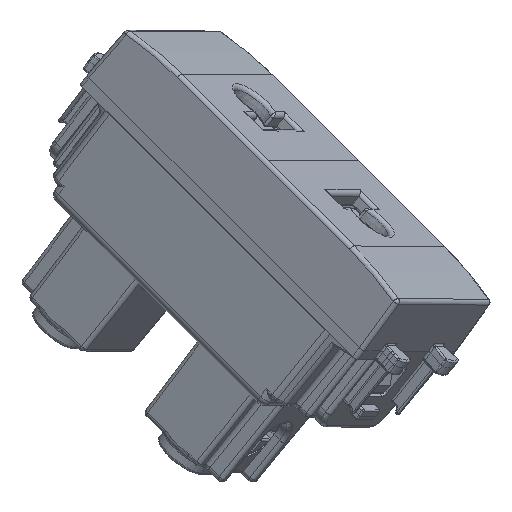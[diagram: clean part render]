
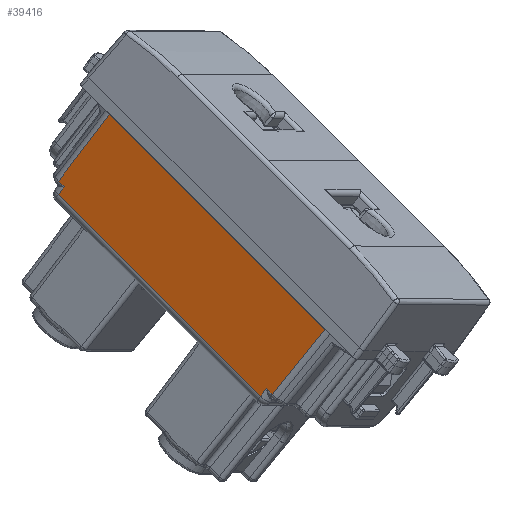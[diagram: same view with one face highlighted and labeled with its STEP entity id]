
A CAD part, isometric view. The second image highlights one B-rep face of the part: STEP entity #39416.
In plain terms, the highlighted face is planar.
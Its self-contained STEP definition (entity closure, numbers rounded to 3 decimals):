
#29812=CARTESIAN_POINT('Vertex',(-11.082,16.389,8.409)) ;
#29831=CARTESIAN_POINT('Line Origine',(-11.082,0.,8.409)) ;
#29835=CARTESIAN_POINT('Vertex',(-11.082,-16.389,8.409)) ;
#38675=CARTESIAN_POINT('Vertex',(-11.175,17.486,-2.2)) ;
#38678=CARTESIAN_POINT('Line Origine',(-11.129,17.401,3.104)) ;
#38682=CARTESIAN_POINT('Vertex',(-11.092,17.334,7.304)) ;
#39295=CARTESIAN_POINT('Line Origine',(-11.129,-17.401,3.104)) ;
#39299=CARTESIAN_POINT('Vertex',(-11.175,-17.486,-2.2)) ;
#39301=CARTESIAN_POINT('Vertex',(-11.092,-17.334,7.304)) ;
#39374=CARTESIAN_POINT('Axis2P3D Location',(-11.175,0.,-2.2)) ;
#39380=CARTESIAN_POINT('Control Point',(-11.092,16.409,7.304)) ;
#39381=CARTESIAN_POINT('Control Point',(-11.082,16.389,8.409)) ;
#39382=CARTESIAN_POINT('Vertex',(-11.092,16.409,7.304)) ;
#39385=CARTESIAN_POINT('Line Origine',(-11.092,0.,7.304)) ;
#39390=CARTESIAN_POINT('Line Origine',(-11.175,0.,-2.2)) ;
#39395=CARTESIAN_POINT('Line Origine',(-11.092,0.,7.304)) ;
#39399=CARTESIAN_POINT('Vertex',(-11.092,-16.409,7.304)) ;
#39403=CARTESIAN_POINT('Control Point',(-11.092,-16.409,7.304)) ;
#39404=CARTESIAN_POINT('Control Point',(-11.082,-16.389,8.409)) ;
#29832=DIRECTION('Vector Direction',(0.,-1.,0.)) ;
#38679=DIRECTION('Vector Direction',(0.009,-0.016,1.)) ;
#39296=DIRECTION('Vector Direction',(0.009,0.016,1.)) ;
#39375=DIRECTION('Axis2P3D Direction',(-1.,0.,0.009)) ;
#39376=DIRECTION('Axis2P3D XDirection',(0.,1.,0.)) ;
#39386=DIRECTION('Vector Direction',(0.,1.,0.)) ;
#39391=DIRECTION('Vector Direction',(0.,1.,0.)) ;
#39396=DIRECTION('Vector Direction',(0.,1.,0.)) ;
#39377=AXIS2_PLACEMENT_3D('Plane Axis2P3D',#39374,#39375,#39376) ;
#39407=ORIENTED_EDGE('',*,*,#29837,.F.) ;
#39408=ORIENTED_EDGE('',*,*,#39384,.T.) ;
#39409=ORIENTED_EDGE('',*,*,#39389,.F.) ;
#39410=ORIENTED_EDGE('',*,*,#38684,.F.) ;
#39411=ORIENTED_EDGE('',*,*,#39394,.F.) ;
#39412=ORIENTED_EDGE('',*,*,#39303,.T.) ;
#39413=ORIENTED_EDGE('',*,*,#39401,.F.) ;
#39414=ORIENTED_EDGE('',*,*,#39405,.T.) ;
#29833=VECTOR('Line Direction',#29832,1.) ;
#38680=VECTOR('Line Direction',#38679,1.) ;
#39297=VECTOR('Line Direction',#39296,1.) ;
#39387=VECTOR('Line Direction',#39386,1.) ;
#39392=VECTOR('Line Direction',#39391,1.) ;
#39397=VECTOR('Line Direction',#39396,1.) ;
#39416=ADVANCED_FACE('PartBody',(#39415),#39378,.T.) ;
#39379=B_SPLINE_CURVE_WITH_KNOTS('',1,(#39380,#39381),.UNSPECIFIED.,.F.,.U.,(2,2),(3.705,4.81),.UNSPECIFIED.) ;
#39402=B_SPLINE_CURVE_WITH_KNOTS('',1,(#39403,#39404),.UNSPECIFIED.,.F.,.U.,(2,2),(3.705,4.81),.UNSPECIFIED.) ;
#29837=EDGE_CURVE('',#29813,#29836,#29834,.T.) ;
#38684=EDGE_CURVE('',#38676,#38683,#38681,.T.) ;
#39303=EDGE_CURVE('',#39300,#39302,#39298,.T.) ;
#39384=EDGE_CURVE('',#29813,#39383,#39379,.F.) ;
#39389=EDGE_CURVE('',#38683,#39383,#39388,.F.) ;
#39394=EDGE_CURVE('',#39300,#38676,#39393,.T.) ;
#39401=EDGE_CURVE('',#39400,#39302,#39398,.F.) ;
#39405=EDGE_CURVE('',#39400,#29836,#39402,.T.) ;
#39406=EDGE_LOOP('',(#39407,#39408,#39409,#39410,#39411,#39412,#39413,#39414)) ;
#39415=FACE_OUTER_BOUND('',#39406,.T.) ;
#29834=LINE('Line',#29831,#29833) ;
#38681=LINE('Line',#38678,#38680) ;
#39298=LINE('Line',#39295,#39297) ;
#39388=LINE('Line',#39385,#39387) ;
#39393=LINE('Line',#39390,#39392) ;
#39398=LINE('Line',#39395,#39397) ;
#39378=PLANE('',#39377) ;
#29813=VERTEX_POINT('',#29812) ;
#29836=VERTEX_POINT('',#29835) ;
#38676=VERTEX_POINT('',#38675) ;
#38683=VERTEX_POINT('',#38682) ;
#39300=VERTEX_POINT('',#39299) ;
#39302=VERTEX_POINT('',#39301) ;
#39383=VERTEX_POINT('',#39382) ;
#39400=VERTEX_POINT('',#39399) ;
